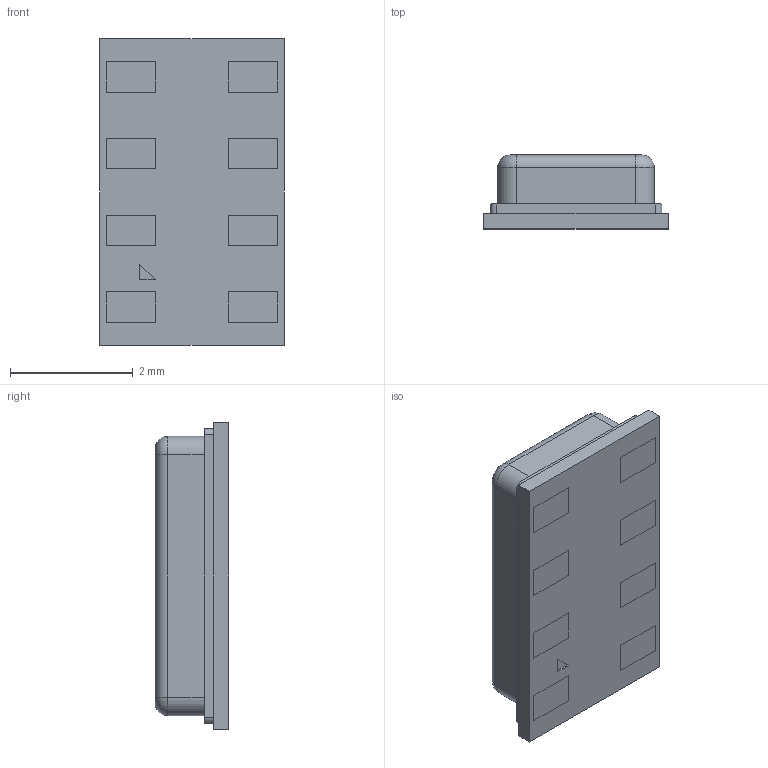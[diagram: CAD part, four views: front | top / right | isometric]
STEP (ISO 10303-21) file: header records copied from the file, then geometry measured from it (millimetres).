
FILE_DESCRIPTION (( 'STEP AP214' ), '1' );
FILE_NAME ('MPL3115A2.STEP', '2023-11-26T19:50:01', ( '' ), ( '' ), 'SwSTEP 2.0', 'SolidWorks 2021', '' );
FILE_SCHEMA (( 'AUTOMOTIVE_DESIGN' ));
Length unit declared in the file: millimetre
Products named in the file (1): MPL3115A2
Bounding box: 3 x 1.2 x 5 mm (x, y, z)
Volume: 14.9 mm3; surface area: 84.3 mm2
Topology: 12 solids, 12 shells, 137 faces, 298 edges, 196 vertices
Faces by surface type: plane 117, cylinder 16, torus 4
Entity records: 3817 total; most frequent: CARTESIAN_POINT 632, DIRECTION 610, ORIENTED_EDGE 596, EDGE_CURVE 298, VECTOR 262, LINE 262, VERTEX_POINT 196, AXIS2_PLACEMENT_3D 174
